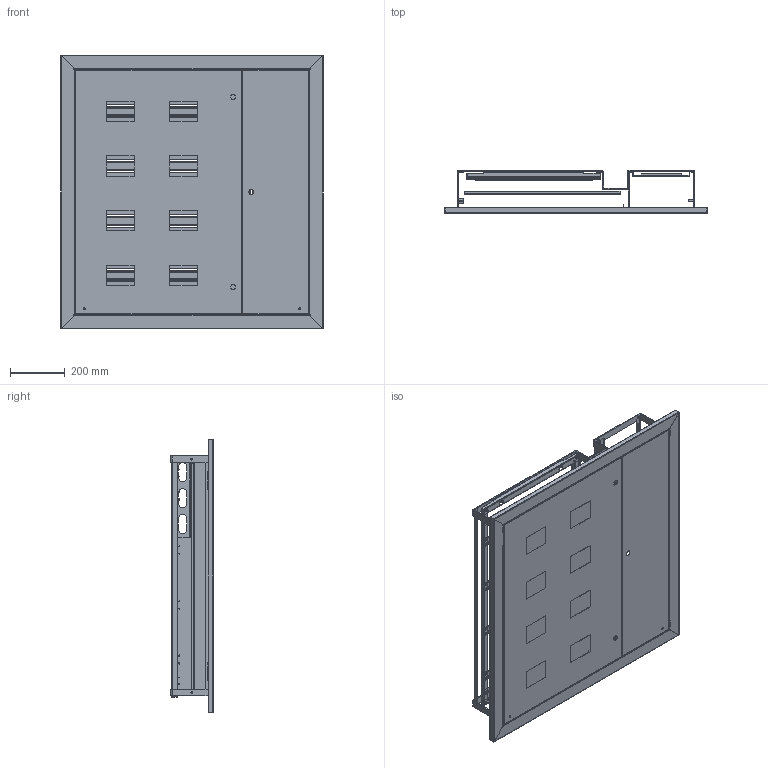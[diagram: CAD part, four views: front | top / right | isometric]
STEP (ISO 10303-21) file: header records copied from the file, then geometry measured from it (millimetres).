
FILE_DESCRIPTION(('STEP AP203'), '1');
FILE_NAME('MKM42-08-L', '', ('UNSPECIFIED'), ('UNSPECIFIED'), 'C3D Converter', 'C3D Toolkit', '');
FILE_SCHEMA(('CONFIG_CONTROL_DESIGN'));
Length unit declared in the file: millimetre
Assembly tree (39 placements, depth 3):
  (unnamed)
    (unnamed)  x2
    (unnamed)  x2
    (unnamed)
    (unnamed)  x2
    (unnamed)  x2
    (unnamed)  x7
    (unnamed)  x2
    (unnamed)
      (unnamed)  x2
      (unnamed)
      (unnamed)
    (unnamed)  x4
    (unnamed)
    (unnamed)
    (unnamed)  x2
    (unnamed)  x4
    (unnamed)  x2
    (unnamed)
    (unnamed)
Bounding box: 960 x 157 x 1000 mm (x, y, z)
Volume: 2378693 mm3; surface area: 4457194.9 mm2
Topology: 38 solids, 38 shells, 1612 faces, 3941 edges, 2408 vertices
Faces by surface type: plane 1123, cylinder 440, bspline 40, cone 9
Full cylindrical faces by diameter (mm): 2 x8, 4.2 x8, 4.5 x8, 6 x9, 6.5 x42, 6.7 x4, 7 x11
Entity records: 36784 total; most frequent: CARTESIAN_POINT 6725, DIRECTION 4350, ORIENTED_EDGE 4310, EDGE_CURVE 2155, LINE 1602, VECTOR 1602, AXIS2_PLACEMENT_3D 1374, VERTEX_POINT 1357
